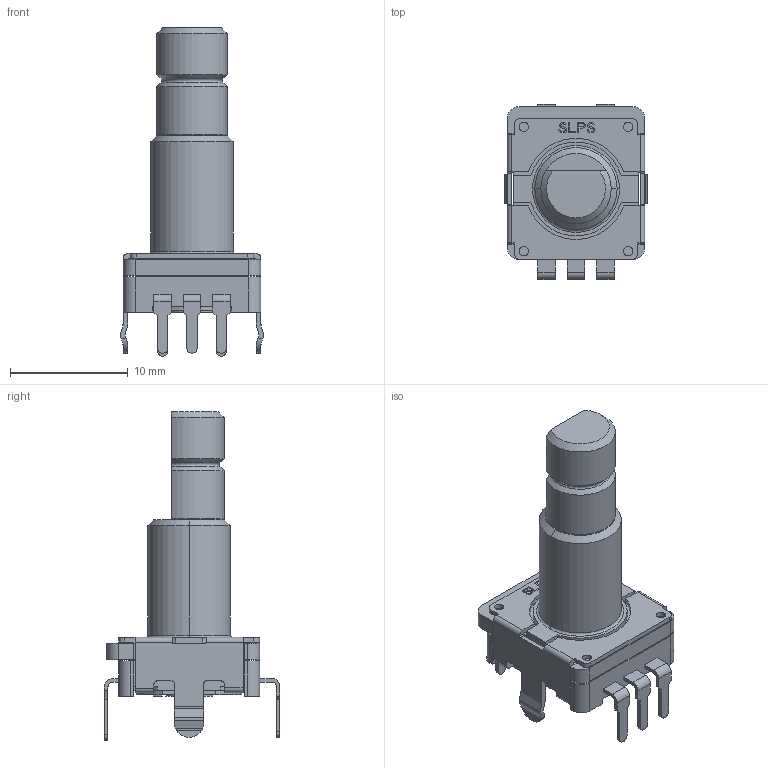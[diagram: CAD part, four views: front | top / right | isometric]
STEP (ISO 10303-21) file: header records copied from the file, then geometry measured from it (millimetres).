
FILE_DESCRIPTION((''),'2;1');
FILE_NAME('45','2021-04-30T17:22:53',('AB'),(''),'CREO PARAMETRIC BY PTC INC, 2016510','CREO PARAMETRIC BY PTC INC, 2016510','');
FILE_SCHEMA(('CONFIG_CONTROL_DESIGN','GEOMETRIC_VALIDATION_PROPERTIES_MIM'));
Length unit declared in the file: millimetre
Products named in the file (1): 45
Bounding box: 12.19 x 14.9 x 27.95 mm (x, y, z)
Volume: 1242 mm3; surface area: 1633.1 mm2
Topology: 3 solids, 3 shells, 521 faces, 1472 edges, 976 vertices
Faces by surface type: plane 425, cylinder 88, cone 5, torus 3
Entity records: 20464 total; most frequent: CARTESIAN_POINT 3079, ORIENTED_EDGE 2944, DIRECTION 2655, EDGE_CURVE 1472, VECTOR 1275, LINE 1275, VERTEX_POINT 976, AXIS2_PLACEMENT_3D 690
